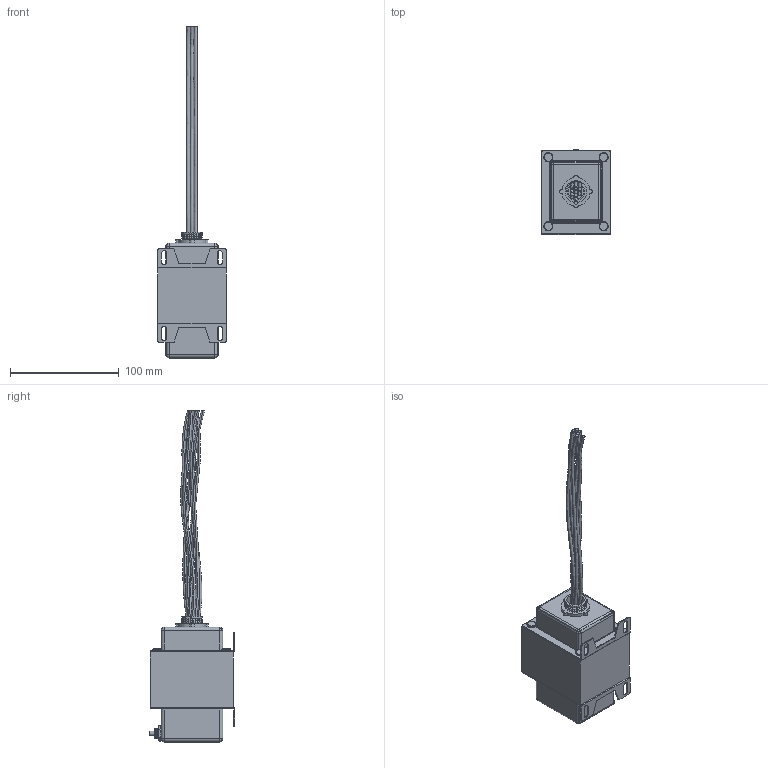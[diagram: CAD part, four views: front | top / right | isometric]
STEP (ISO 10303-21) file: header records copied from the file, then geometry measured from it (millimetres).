
FILE_DESCRIPTION (( 'STEP AP214' ), '1' );
FILE_NAME ('CCT1-100-RMCS-C.STEP', '2024-05-28T05:35:50', ( '' ), ( '' ), 'SwSTEP 2.0', 'SolidWorks 2022', '' );
FILE_SCHEMA (( 'AUTOMOTIVE_DESIGN' ));
Length unit declared in the file: inch
Products named in the file (1): CCT1-100-RMCS-C
Bounding box: 63.5 x 79.02 x 305.6 mm (x, y, z)
Volume: 231898.5 mm3; surface area: 101073.3 mm2
Topology: 20 solids, 20 shells, 421 faces, 974 edges, 586 vertices
Faces by surface type: cylinder 186, plane 118, bspline 47, torus 32, cone 26, sphere 12
Entity records: 24303 total; most frequent: CARTESIAN_POINT 9444, ORIENTED_EDGE 1900, DIRECTION 1876, EDGE_CURVE 950, AXIS2_PLACEMENT_3D 749, VERTEX_POINT 586, EDGE_LOOP 484, DIMENSIONAL_EXPONENTS 443
